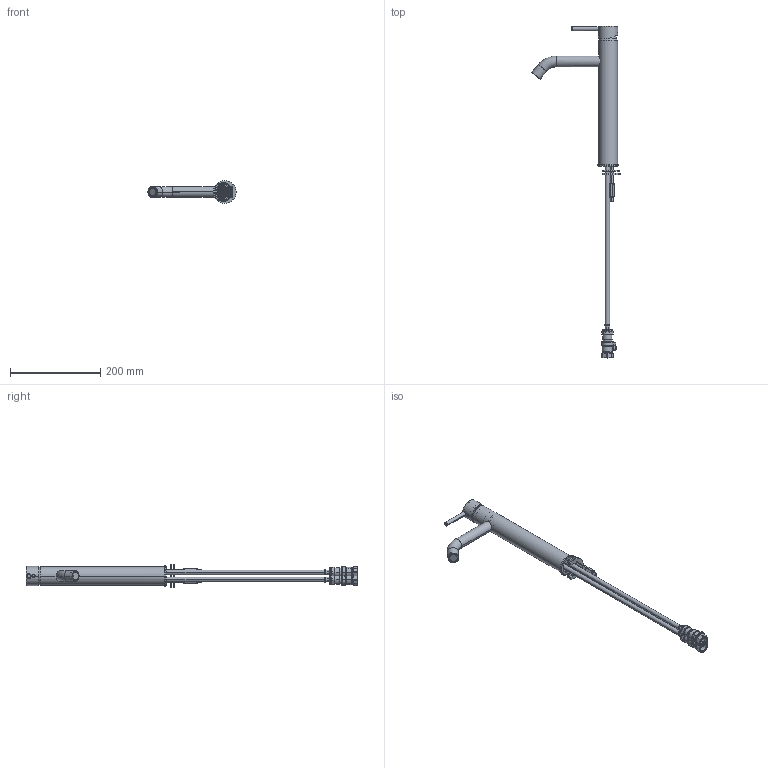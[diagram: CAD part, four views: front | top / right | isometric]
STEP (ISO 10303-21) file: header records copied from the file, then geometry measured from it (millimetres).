
FILE_DESCRIPTION((''),'2;1');
FILE_NAME('T80236-XX-ZGRS_ASM','2025-05-28T',('g1002238'),(''),'PRO/ENGINEER BY PARAMETRIC TECHNOLOGY CORPORATION, 2012360','PRO/ENGINEER BY PARAMETRIC TECHNOLOGY CORPORATION, 2012360','');
FILE_SCHEMA(('CONFIG_CONTROL_DESIGN'));
Length unit declared in the file: millimetre
Products named in the file (32): ATBY2020-1-1; ATBY2020-1-2; ATBY2020-1-3; ATBY2020_ASM; CTDX0013; ATBA0242; CTHZ0662; CTCP0072; CTST0084; ATBP0701; ATBX0043; CTRR0256; CTWB0053; CTST1003; CTDZ0122; ATBQ0477-02; ATBQ0477-03; ATBQ0477-01; ATBQ0477-04; ATBQ0477_ASM; CTKB0198; CTRR0163; CTCP0454; ATBA0436; ATBQ1068-5; ATBQ1068-3; ATBQ1068-1; ATBQ1068-4; ATBQ1068-2; ATBQ1068-6; ATBQ1068_ASM; T80236-XX-ZGRS_ASM
Assembly tree (39 placements, depth 3):
  T80236-XX-ZGRS_ASM
    ATBY2020_ASM
      ATBY2020-1-1
      ATBY2020-1-2
      ATBY2020-1-3
    CTDX0013
    ATBA0242
    CTHZ0662
    CTCP0072
    CTST0084
    ATBP0701  x2
    ATBX0043
    CTRR0256  x2
    CTWB0053
    CTST1003
    CTDZ0122
    ATBQ0477_ASM
      ATBQ0477-02
      ATBQ0477-03
      ATBQ0477-01  x2
      ATBQ0477-04  x2
    CTKB0198
    CTRR0163
    CTCP0454
    ATBA0436  x2
    ATBQ1068_ASM  x2
      ATBQ1068-5
      ATBQ1068-3
      ATBQ1068-1
      ATBQ1068-4
      ATBQ1068-2
      ATBQ1068-6
Bounding box: 195.71 x 735.99 x 50.42 mm (x, y, z)
Volume: 263024.8 mm3; surface area: 254318.9 mm2
Topology: 47 solids, 47 shells, 2523 faces, 6362 edges, 4006 vertices
Faces by surface type: plane 1184, cylinder 672, cone 254, torus 224, bspline 151, sphere 38
Entity records: 81679 total; most frequent: CARTESIAN_POINT 41609, ORIENTED_EDGE 8338, DIRECTION 8187, EDGE_CURVE 4169, AXIS2_PLACEMENT_3D 3126, VERTEX_POINT 2619, VECTOR 1935, LINE 1935
